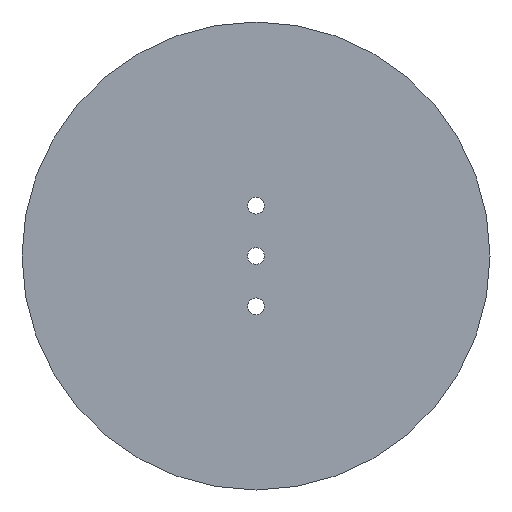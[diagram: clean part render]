
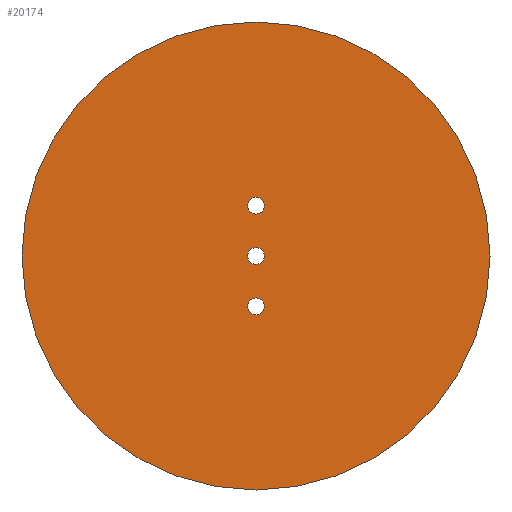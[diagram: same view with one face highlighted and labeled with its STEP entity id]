
A CAD part, front view. The second image highlights one B-rep face of the part: STEP entity #20174.
In plain terms, the highlighted planar face has unit normal (0, -1, 0).
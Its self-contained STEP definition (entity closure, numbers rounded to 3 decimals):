
#20=FACE_BOUND('',#3060,.T.);
#21=FACE_BOUND('',#3061,.T.);
#22=FACE_BOUND('',#3062,.T.);
#626=PLANE('',#22011);
#2043=FACE_OUTER_BOUND('',#3059,.T.);
#3059=EDGE_LOOP('',(#19159));
#3060=EDGE_LOOP('',(#19160));
#3061=EDGE_LOOP('',(#19161));
#3062=EDGE_LOOP('',(#19162));
#3565=CIRCLE('',#20792,27.875);
#4072=CIRCLE('',#22004,1.);
#4074=CIRCLE('',#22007,1.);
#4075=CIRCLE('',#22009,1.);
#9493=VERTEX_POINT('',#35278);
#10099=VERTEX_POINT('',#37898);
#10101=VERTEX_POINT('',#37904);
#10102=VERTEX_POINT('',#37908);
#11808=EDGE_CURVE('',#9493,#9493,#3565,.T.);
#13117=EDGE_CURVE('',#10099,#10099,#4072,.T.);
#13120=EDGE_CURVE('',#10101,#10101,#4074,.T.);
#13122=EDGE_CURVE('',#10102,#10102,#4075,.T.);
#19159=ORIENTED_EDGE('',*,*,#11808,.F.);
#19160=ORIENTED_EDGE('',*,*,#13122,.F.);
#19161=ORIENTED_EDGE('',*,*,#13120,.F.);
#19162=ORIENTED_EDGE('',*,*,#13117,.F.);
#20174=ADVANCED_FACE('',(#2043,#20,#21,#22),#626,.F.);
#20792=AXIS2_PLACEMENT_3D('',#35280,#24423,#24424);
#22004=AXIS2_PLACEMENT_3D('',#37900,#27649,#27650);
#22007=AXIS2_PLACEMENT_3D('',#37906,#27656,#27657);
#22009=AXIS2_PLACEMENT_3D('',#37910,#27661,#27662);
#22011=AXIS2_PLACEMENT_3D('',#37912,#27665,#27666);
#24423=DIRECTION('center_axis',(0.,1.,0.));
#24424=DIRECTION('ref_axis',(-1.,0.,0.));
#27649=DIRECTION('center_axis',(0.,-1.,0.));
#27650=DIRECTION('ref_axis',(-1.,0.,0.));
#27656=DIRECTION('center_axis',(0.,-1.,0.));
#27657=DIRECTION('ref_axis',(-1.,0.,0.));
#27661=DIRECTION('center_axis',(0.,-1.,0.));
#27662=DIRECTION('ref_axis',(-1.,0.,0.));
#27665=DIRECTION('center_axis',(0.,1.,0.));
#27666=DIRECTION('ref_axis',(-1.,0.,0.));
#35278=CARTESIAN_POINT('',(27.875,10.,0.));
#35280=CARTESIAN_POINT('Origin',(0.,10.,0.));
#37898=CARTESIAN_POINT('',(1.,10.,-6.));
#37900=CARTESIAN_POINT('Origin',(0.,10.,-6.));
#37904=CARTESIAN_POINT('',(1.,10.,6.));
#37906=CARTESIAN_POINT('Origin',(0.,10.,6.));
#37908=CARTESIAN_POINT('',(1.,10.,0.));
#37910=CARTESIAN_POINT('Origin',(0.,10.,0.));
#37912=CARTESIAN_POINT('Origin',(0.,10.,0.));
